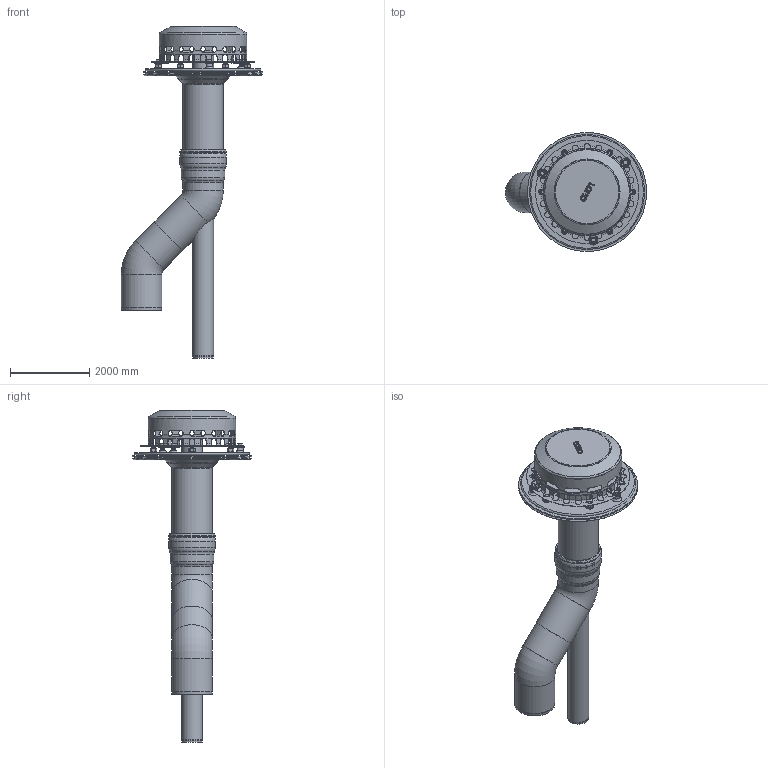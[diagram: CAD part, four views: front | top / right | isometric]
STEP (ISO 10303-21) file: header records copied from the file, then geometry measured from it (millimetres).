
FILE_DESCRIPTION(/* description */ (''),/* implementation_level */ '2;1');
FILE_NAME(/* name */ '21527.100X_3D.stp',/* time_stamp */ '2024-12-12T08:44:17+01:00',/* author */ ('CAD'),/* organization */ (''),/* preprocessor_version */ 'ST-DEVELOPER v20',/* originating_system */ 'AutoCAD Mechanical',/* authorisation */ '');
FILE_SCHEMA (('AUTOMOTIVE_DESIGN { 1 0 10303 214 3 1 1 }'));
Length unit declared in the file: centimetre
Products named in the file (3): Product; *S0; KORB
Assembly tree (2 placements, depth 2):
  Product
    *S0
    KORB
Bounding box: 3558.53 x 3000 x 8362.5 mm (x, y, z)
Volume: 1496945919.9 mm3; surface area: 137029096.8 mm2
Topology: 37 solids, 37 shells, 1111 faces, 2715 edges, 1646 vertices
Faces by surface type: cone 332, cylinder 317, plane 313, torus 136, bspline 10, sphere 3
Full cylindrical faces by diameter (mm): 60 x3, 70 x6, 80 x18, 83.76 x6, 105 x2, 140 x6, 160 x6, 500 x3, 530 x3, 540 x1, 560 x1, 590 x2, 595 x2, 600 x2, 630 x1, 980 x4, 992 x1, 1016 x2, 1020 x4, 1060 x1, 1100 x1, 1140 x3, 1180 x1, 1600 x1, 2130 x1, 2180 x2, 2200 x2, 2600 x1, 3000 x1
Entity records: 38910 total; most frequent: CARTESIAN_POINT 12731, DIRECTION 5561, ORIENTED_EDGE 5418, EDGE_CURVE 2709, AXIS2_PLACEMENT_3D 2310, VERTEX_POINT 1644, EDGE_LOOP 1223, CIRCLE 1201
